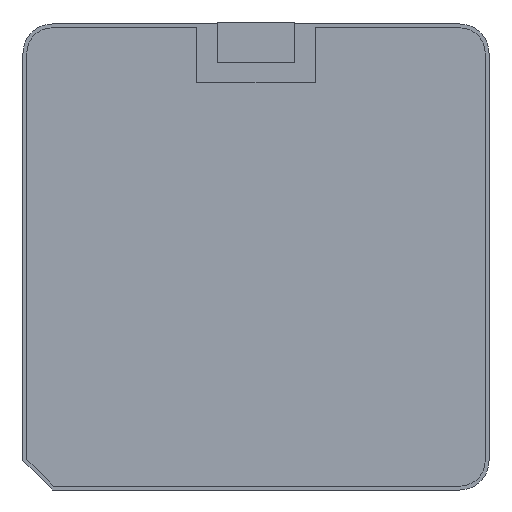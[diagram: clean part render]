
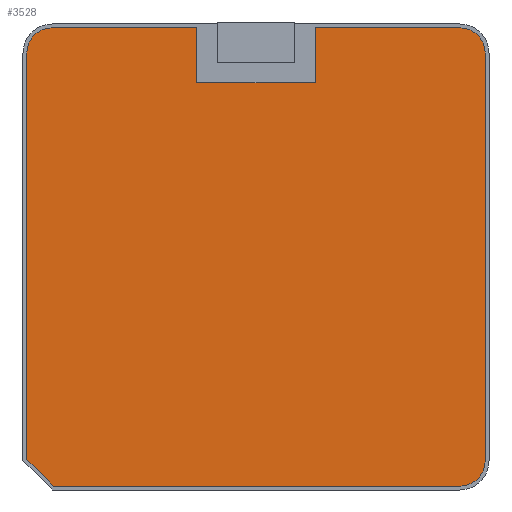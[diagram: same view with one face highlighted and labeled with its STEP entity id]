
A CAD part, front view. The second image highlights one B-rep face of the part: STEP entity #3528.
In plain terms, the highlighted planar face has unit normal (0, -1, 0).
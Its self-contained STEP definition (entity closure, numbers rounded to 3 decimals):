
#195 = DIRECTION ( 'NONE',  ( 0., 0., 1. ) ) ;
#232 = LINE ( 'NONE', #9291, #10994 ) ;
#260 = VERTEX_POINT ( 'NONE', #7097 ) ;
#344 = EDGE_CURVE ( 'NONE', #10313, #7856, #7159, .T. ) ;
#373 = CIRCLE ( 'NONE', #8831, 0.65 ) ;
#395 = CARTESIAN_POINT ( 'NONE',  ( -5.209, -0.05, -5.9 ) ) ;
#549 = ORIENTED_EDGE ( 'NONE', *, *, #1710, .T. ) ;
#550 = VERTEX_POINT ( 'NONE', #8859 ) ;
#605 = VERTEX_POINT ( 'NONE', #9305 ) ;
#715 = CARTESIAN_POINT ( 'NONE',  ( -5.9, -0.05, 5.25 ) ) ;
#830 = DIRECTION ( 'NONE',  ( -1., 0., 0. ) ) ;
#906 = VECTOR ( 'NONE', #2292, 1000. ) ;
#1123 = VECTOR ( 'NONE', #830, 1000. ) ;
#1167 = DIRECTION ( 'NONE',  ( 0., -1., 0. ) ) ;
#1179 = VECTOR ( 'NONE', #4491, 1000. ) ;
#1295 = DIRECTION ( 'NONE',  ( 0., 0., -1. ) ) ;
#1404 = LINE ( 'NONE', #4230, #906 ) ;
#1516 = CARTESIAN_POINT ( 'NONE',  ( 5.9, -0.05, -5.25 ) ) ;
#1553 = VERTEX_POINT ( 'NONE', #4477 ) ;
#1643 = LINE ( 'NONE', #5226, #1123 ) ;
#1710 = EDGE_CURVE ( 'NONE', #7856, #1553, #10367, .T. ) ;
#2018 = CARTESIAN_POINT ( 'NONE',  ( -1.52, -0.05, 5.9 ) ) ;
#2232 = VECTOR ( 'NONE', #6886, 1000. ) ;
#2292 = DIRECTION ( 'NONE',  ( 0., 0., -1. ) ) ;
#2583 = EDGE_LOOP ( 'NONE', ( #7672, #3158, #3127, #4708, #10905, #11194, #5794, #549, #10258, #8570, #3321, #9138 ) ) ;
#2683 = CARTESIAN_POINT ( 'NONE',  ( -5.209, -0.05, -5.9 ) ) ;
#2860 = EDGE_CURVE ( 'NONE', #10492, #3664, #1404, .T. ) ;
#2986 = AXIS2_PLACEMENT_3D ( 'NONE', #8251, #5762, #8308 ) ;
#3127 = ORIENTED_EDGE ( 'NONE', *, *, #8778, .T. ) ;
#3158 = ORIENTED_EDGE ( 'NONE', *, *, #4953, .T. ) ;
#3282 = LINE ( 'NONE', #1516, #4327 ) ;
#3321 = ORIENTED_EDGE ( 'NONE', *, *, #9787, .T. ) ;
#3351 = CARTESIAN_POINT ( 'NONE',  ( -1.52, -0.05, 4.48 ) ) ;
#3503 = CARTESIAN_POINT ( 'NONE',  ( 5.25, -0.05, 5.25 ) ) ;
#3528 = ADVANCED_FACE ( 'NONE', ( #4694 ), #7483, .T. ) ;
#3648 = EDGE_CURVE ( 'NONE', #550, #4709, #7658, .T. ) ;
#3664 = VERTEX_POINT ( 'NONE', #6943 ) ;
#3676 = VERTEX_POINT ( 'NONE', #3351 ) ;
#3869 = CARTESIAN_POINT ( 'NONE',  ( 5.9, -0.05, 5.25 ) ) ;
#4230 = CARTESIAN_POINT ( 'NONE',  ( 1.52, -0.05, 4.48 ) ) ;
#4327 = VECTOR ( 'NONE', #6932, 1000. ) ;
#4477 = CARTESIAN_POINT ( 'NONE',  ( 5.9, -0.05, -5.25 ) ) ;
#4491 = DIRECTION ( 'NONE',  ( 1., 0., 0. ) ) ;
#4584 = VECTOR ( 'NONE', #10108, 1000. ) ;
#4694 = FACE_OUTER_BOUND ( 'NONE', #2583, .T. ) ;
#4708 = ORIENTED_EDGE ( 'NONE', *, *, #5146, .T. ) ;
#4709 = VERTEX_POINT ( 'NONE', #7236 ) ;
#4953 = EDGE_CURVE ( 'NONE', #3676, #9325, #9253, .T. ) ;
#5146 = EDGE_CURVE ( 'NONE', #605, #550, #373, .T. ) ;
#5226 = CARTESIAN_POINT ( 'NONE',  ( -1.52, -0.05, 4.48 ) ) ;
#5437 = VECTOR ( 'NONE', #195, 1000. ) ;
#5454 = EDGE_CURVE ( 'NONE', #3664, #3676, #1643, .T. ) ;
#5762 = DIRECTION ( 'NONE',  ( 0., -1., 0. ) ) ;
#5794 = ORIENTED_EDGE ( 'NONE', *, *, #344, .T. ) ;
#6310 = EDGE_CURVE ( 'NONE', #1553, #10226, #3282, .T. ) ;
#6639 = CARTESIAN_POINT ( 'NONE',  ( -1.52, -0.05, 5.9 ) ) ;
#6886 = DIRECTION ( 'NONE',  ( 0., 0., -1. ) ) ;
#6895 = LINE ( 'NONE', #9663, #10621 ) ;
#6932 = DIRECTION ( 'NONE',  ( 0., 0., 1. ) ) ;
#6943 = CARTESIAN_POINT ( 'NONE',  ( 1.52, -0.05, 4.48 ) ) ;
#7097 = CARTESIAN_POINT ( 'NONE',  ( 5.25, -0.05, 5.9 ) ) ;
#7159 = LINE ( 'NONE', #2683, #1179 ) ;
#7236 = CARTESIAN_POINT ( 'NONE',  ( -5.9, -0.05, -5.209 ) ) ;
#7483 = PLANE ( 'NONE',  #2986 ) ;
#7658 = LINE ( 'NONE', #715, #2232 ) ;
#7668 = DIRECTION ( 'NONE',  ( -1., 0., 0. ) ) ;
#7672 = ORIENTED_EDGE ( 'NONE', *, *, #5454, .T. ) ;
#7856 = VERTEX_POINT ( 'NONE', #9159 ) ;
#7930 = DIRECTION ( 'NONE',  ( 0., 0., -1. ) ) ;
#8006 = EDGE_CURVE ( 'NONE', #10226, #260, #9278, .T. ) ;
#8251 = CARTESIAN_POINT ( 'NONE',  ( 5.25, -0.05, 5.25 ) ) ;
#8308 = DIRECTION ( 'NONE',  ( 0., 0., -1. ) ) ;
#8415 = DIRECTION ( 'NONE',  ( 0., 0., -1. ) ) ;
#8484 = CARTESIAN_POINT ( 'NONE',  ( 5.25, -0.05, -5.25 ) ) ;
#8570 = ORIENTED_EDGE ( 'NONE', *, *, #8006, .T. ) ;
#8778 = EDGE_CURVE ( 'NONE', #9325, #605, #232, .T. ) ;
#8831 = AXIS2_PLACEMENT_3D ( 'NONE', #10963, #1167, #8415 ) ;
#8859 = CARTESIAN_POINT ( 'NONE',  ( -5.9, -0.05, 5.25 ) ) ;
#9138 = ORIENTED_EDGE ( 'NONE', *, *, #2860, .T. ) ;
#9159 = CARTESIAN_POINT ( 'NONE',  ( 5.25, -0.05, -5.9 ) ) ;
#9253 = LINE ( 'NONE', #2018, #5437 ) ;
#9278 = CIRCLE ( 'NONE', #9465, 0.65 ) ;
#9291 = CARTESIAN_POINT ( 'NONE',  ( -5.25, -0.05, 5.9 ) ) ;
#9305 = CARTESIAN_POINT ( 'NONE',  ( -5.25, -0.05, 5.9 ) ) ;
#9325 = VERTEX_POINT ( 'NONE', #6639 ) ;
#9357 = DIRECTION ( 'NONE',  ( 0., -1., 0. ) ) ;
#9465 = AXIS2_PLACEMENT_3D ( 'NONE', #3503, #9682, #7930 ) ;
#9481 = EDGE_CURVE ( 'NONE', #4709, #10313, #9995, .T. ) ;
#9622 = AXIS2_PLACEMENT_3D ( 'NONE', #8484, #9357, #1295 ) ;
#9663 = CARTESIAN_POINT ( 'NONE',  ( 1.52, -0.05, 5.9 ) ) ;
#9682 = DIRECTION ( 'NONE',  ( 0., -1., 0. ) ) ;
#9787 = EDGE_CURVE ( 'NONE', #260, #10492, #6895, .T. ) ;
#9995 = LINE ( 'NONE', #10159, #4584 ) ;
#10108 = DIRECTION ( 'NONE',  ( 0.707, 0., -0.707 ) ) ;
#10159 = CARTESIAN_POINT ( 'NONE',  ( -5.9, -0.05, -5.209 ) ) ;
#10226 = VERTEX_POINT ( 'NONE', #3869 ) ;
#10229 = DIRECTION ( 'NONE',  ( -1., 0., 0. ) ) ;
#10258 = ORIENTED_EDGE ( 'NONE', *, *, #6310, .T. ) ;
#10313 = VERTEX_POINT ( 'NONE', #395 ) ;
#10367 = CIRCLE ( 'NONE', #9622, 0.65 ) ;
#10492 = VERTEX_POINT ( 'NONE', #10521 ) ;
#10521 = CARTESIAN_POINT ( 'NONE',  ( 1.52, -0.05, 5.9 ) ) ;
#10621 = VECTOR ( 'NONE', #7668, 1000. ) ;
#10905 = ORIENTED_EDGE ( 'NONE', *, *, #3648, .T. ) ;
#10963 = CARTESIAN_POINT ( 'NONE',  ( -5.25, -0.05, 5.25 ) ) ;
#10994 = VECTOR ( 'NONE', #10229, 1000. ) ;
#11194 = ORIENTED_EDGE ( 'NONE', *, *, #9481, .T. ) ;
